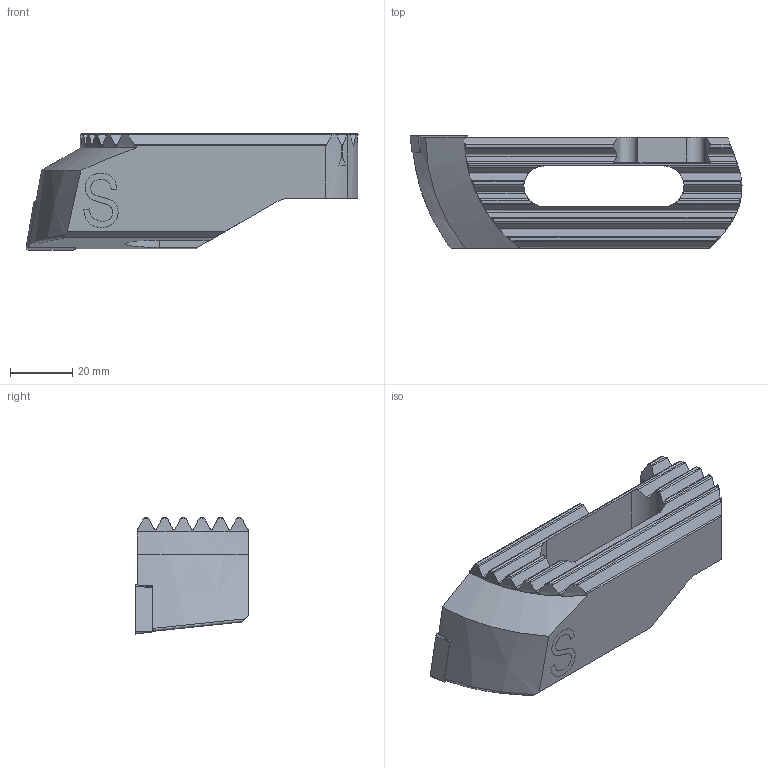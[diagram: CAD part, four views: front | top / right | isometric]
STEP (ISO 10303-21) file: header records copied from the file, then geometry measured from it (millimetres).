
FILE_DESCRIPTION(('no description'),'unknown implementation level');
FILE_NAME('1811BB6B-F1B3-4954-9FA4-5306967C914B_export.stp',' ',('CIMSOURCE GmbH'),('CADClick - KiM GmbH - www.kimweb.de'),'unknown preprocess','ACIS','unknown authorization');
FILE_SCHEMA(('automotive_design'));
Length unit declared in the file: millimetre
Products named in the file (3): 639.575 Kaiser 125-153 SW98 CC16 S|654.983 Kaiser CCMT 160508 K20C;Kombinieren1; 639.575 Kaiser 125-153 SW98 CC16 S|639.575 Kaiser 125-153 SW98 CC16 S;RSS-Marke; 639.575 Kaiser 125-153 SW98 CC16 S|694.150 Kaiser ETL M5 X 13,3 T20 IP 10S;Kreismuster1
Bounding box: 106.99 x 36.36 x 37.4 mm (x, y, z)
Volume: 68208.5 mm3; surface area: 19093.7 mm2
Topology: 3 solids, 3 shells, 237 faces, 652 edges, 423 vertices
Faces by surface type: plane 86, cylinder 78, cone 34, bspline 29, torus 10
Entity records: 18012 total; most frequent: CARTESIAN_POINT 5080, STYLED_ITEM 1313, PRESENTATION_STYLE_ASSIGNMENT 1313, COLOUR_RGB 1313, ORIENTED_EDGE 1300, DIRECTION 1026, EDGE_CURVE 650, CURVE_STYLE 650
